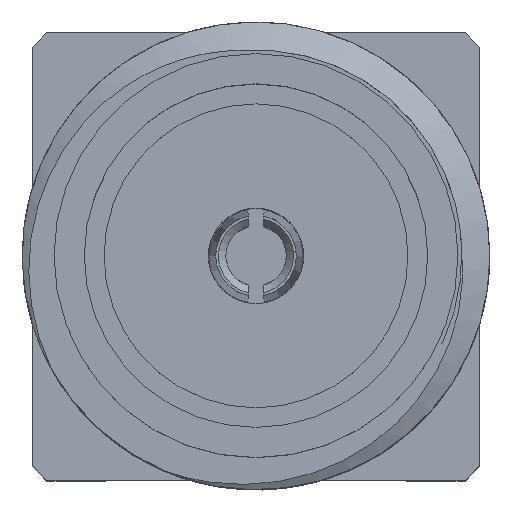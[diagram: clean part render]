
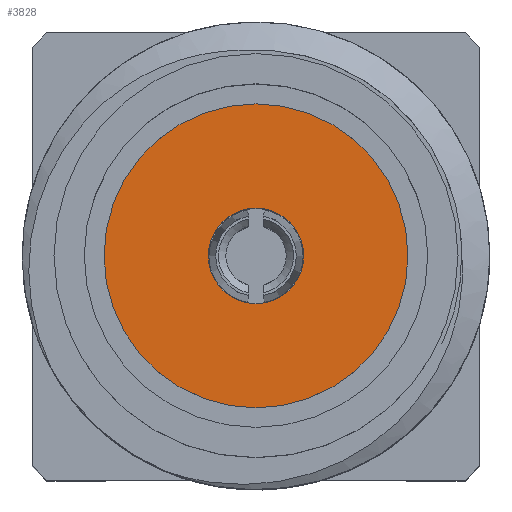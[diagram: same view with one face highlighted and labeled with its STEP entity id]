
A CAD part, top view. The second image highlights one B-rep face of the part: STEP entity #3828.
In plain terms, the highlighted planar face has unit normal (0, 0, 1).
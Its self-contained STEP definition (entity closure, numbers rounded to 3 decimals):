
#1211=CARTESIAN_POINT('',(0.,0.,7.509));
#1212=DIRECTION('',(0.,0.,1.));
#1213=DIRECTION('',(1.,0.,0.));
#1214=AXIS2_PLACEMENT_3D('',#1211,#1212,#1213);
#1219=CARTESIAN_POINT('',(0.,0.,7.509));
#1220=DIRECTION('',(0.,0.,1.));
#1221=DIRECTION('',(-1.,0.,0.));
#1222=AXIS2_PLACEMENT_3D('',#1219,#1220,#1221);
#1227=CARTESIAN_POINT('',(0.,0.,7.509));
#1228=DIRECTION('',(0.,0.,1.));
#1229=DIRECTION('',(1.,0.,0.));
#1230=AXIS2_PLACEMENT_3D('',#1227,#1228,#1229);
#1235=CARTESIAN_POINT('',(0.,0.,7.509));
#1236=DIRECTION('',(0.,0.,1.));
#1237=DIRECTION('',(-1.,0.,0.));
#1238=AXIS2_PLACEMENT_3D('',#1235,#1236,#1237);
#2621=CARTESIAN_POINT('',(2.064,0.,7.509));
#2622=CARTESIAN_POINT('',(-2.064,0.,7.509));
#2623=VERTEX_POINT('',#2621);
#2624=VERTEX_POINT('',#2622);
#2633=CARTESIAN_POINT('',(0.648,0.,7.509));
#2634=CARTESIAN_POINT('',(-0.648,0.,7.509));
#2635=VERTEX_POINT('',#2633);
#2636=VERTEX_POINT('',#2634);
#3813=CARTESIAN_POINT('',(0.,0.,7.509));
#3814=DIRECTION('',(0.,0.,1.));
#3815=DIRECTION('',(1.,0.,0.));
#3816=AXIS2_PLACEMENT_3D('',#3813,#3814,#3815);
#3817=PLANE('',#3816);
#3818=ORIENTED_EDGE('',*,*,#3793,.F.);
#3819=ORIENTED_EDGE('',*,*,#3807,.F.);
#3820=EDGE_LOOP('',(#3818,#3819));
#3821=FACE_OUTER_BOUND('',#3820,.F.);
#3823=ORIENTED_EDGE('',*,*,#3822,.T.);
#3825=ORIENTED_EDGE('',*,*,#3824,.T.);
#3826=EDGE_LOOP('',(#3823,#3825));
#3827=FACE_BOUND('',#3826,.F.);
#1215=CIRCLE('',#1214,2.064);
#1223=CIRCLE('',#1222,2.064);
#1231=CIRCLE('',#1230,0.648);
#1239=CIRCLE('',#1238,0.648);
#3793=EDGE_CURVE('',#2623,#2624,#1215,.T.);
#3807=EDGE_CURVE('',#2624,#2623,#1223,.T.);
#3822=EDGE_CURVE('',#2635,#2636,#1231,.T.);
#3824=EDGE_CURVE('',#2636,#2635,#1239,.T.);
#3828=ADVANCED_FACE('',(#3821,#3827),#3817,.T.);
